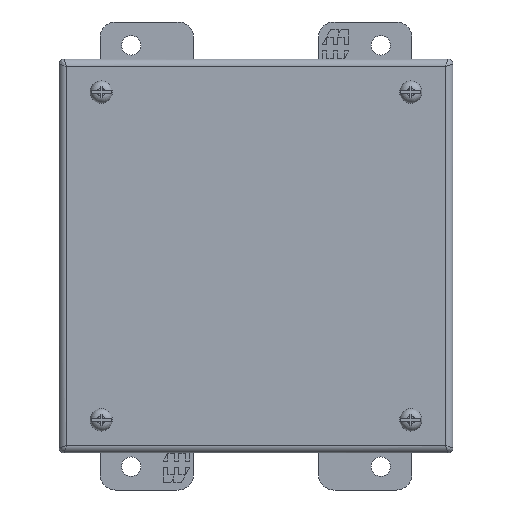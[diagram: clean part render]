
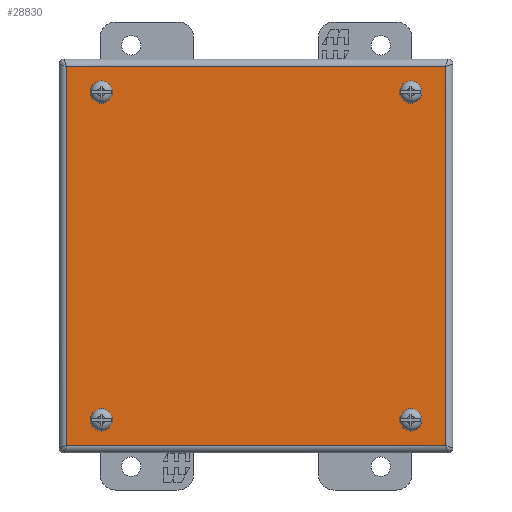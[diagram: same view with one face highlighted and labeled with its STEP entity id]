
A CAD part, front view. The second image highlights one B-rep face of the part: STEP entity #28830.
In plain terms, the highlighted planar face has unit normal (0, -1, 0).
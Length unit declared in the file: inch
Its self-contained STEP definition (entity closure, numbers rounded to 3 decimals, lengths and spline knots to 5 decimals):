
#597 = PLANE ( 'NONE',  #4864 ) ;
#846 = CARTESIAN_POINT ( 'NONE',  ( 3.0378, -4.17205, 3.0378 ) ) ;
#1405 = ORIENTED_EDGE ( 'NONE', *, *, #16115, .T. ) ;
#1775 = VERTEX_POINT ( 'NONE', #3447 ) ;
#2086 = VECTOR ( 'NONE', #16987, 39.37008 ) ;
#2160 = DIRECTION ( 'NONE',  ( 0., 0., 1. ) ) ;
#2582 = EDGE_CURVE ( 'NONE', #15817, #1775, #30100, .T. ) ;
#2836 = CIRCLE ( 'NONE', #8367, 0.125 ) ;
#2926 = CARTESIAN_POINT ( 'NONE',  ( 0., -4.17205, 0. ) ) ;
#3447 = CARTESIAN_POINT ( 'NONE',  ( -3.0378, -4.17205, 3.0378 ) ) ;
#3993 = VERTEX_POINT ( 'NONE', #16300 ) ;
#4273 = CARTESIAN_POINT ( 'NONE',  ( 2.47992, -4.17205, -2.50098 ) ) ;
#4666 = DIRECTION ( 'NONE',  ( 0., 0., 1. ) ) ;
#4864 = AXIS2_PLACEMENT_3D ( 'NONE', #2926, #22728, #25093 ) ;
#4919 = CARTESIAN_POINT ( 'NONE',  ( -2.47992, -4.17205, -2.62598 ) ) ;
#4946 = AXIS2_PLACEMENT_3D ( 'NONE', #26012, #16927, #2160 ) ;
#5084 = ORIENTED_EDGE ( 'NONE', *, *, #21776, .T. ) ;
#7047 = FACE_OUTER_BOUND ( 'NONE', #21631, .T. ) ;
#7356 = EDGE_LOOP ( 'NONE', ( #5084 ) ) ;
#7398 = VECTOR ( 'NONE', #8310, 39.37008 ) ;
#7548 = CIRCLE ( 'NONE', #31362, 0.125 ) ;
#7791 = FACE_BOUND ( 'NONE', #22290, .T. ) ;
#7879 = CIRCLE ( 'NONE', #13804, 0.125 ) ;
#8310 = DIRECTION ( 'NONE',  ( 0., 0., -1. ) ) ;
#8367 = AXIS2_PLACEMENT_3D ( 'NONE', #21808, #16809, #16596 ) ;
#8532 = LINE ( 'NONE', #20002, #27416 ) ;
#8576 = VECTOR ( 'NONE', #13505, 39.37008 ) ;
#10796 = CARTESIAN_POINT ( 'NONE',  ( -3.0378, -4.17205, -3.0378 ) ) ;
#11609 = VERTEX_POINT ( 'NONE', #18967 ) ;
#12115 = ORIENTED_EDGE ( 'NONE', *, *, #27641, .T. ) ;
#12393 = DIRECTION ( 'NONE',  ( 0., 1., 0. ) ) ;
#12541 = DIRECTION ( 'NONE',  ( 0., 1., 0. ) ) ;
#13102 = EDGE_CURVE ( 'NONE', #1775, #15737, #20496, .T. ) ;
#13505 = DIRECTION ( 'NONE',  ( -1., 0., 0. ) ) ;
#13804 = AXIS2_PLACEMENT_3D ( 'NONE', #4919, #12541, #22339 ) ;
#14221 = EDGE_CURVE ( 'NONE', #15737, #3993, #8532, .T. ) ;
#14380 = EDGE_LOOP ( 'NONE', ( #17997 ) ) ;
#14448 = CARTESIAN_POINT ( 'NONE',  ( 3.0378, -4.17205, 0. ) ) ;
#15311 = CARTESIAN_POINT ( 'NONE',  ( -2.47992, -4.17205, -2.50098 ) ) ;
#15467 = VERTEX_POINT ( 'NONE', #4273 ) ;
#15737 = VERTEX_POINT ( 'NONE', #10796 ) ;
#15817 = VERTEX_POINT ( 'NONE', #846 ) ;
#16115 = EDGE_CURVE ( 'NONE', #3993, #15817, #28975, .T. ) ;
#16300 = CARTESIAN_POINT ( 'NONE',  ( 3.0378, -4.17205, -3.0378 ) ) ;
#16596 = DIRECTION ( 'NONE',  ( 0., 0., 1. ) ) ;
#16809 = DIRECTION ( 'NONE',  ( 0., 1., 0. ) ) ;
#16927 = DIRECTION ( 'NONE',  ( 0., 1., 0. ) ) ;
#16987 = DIRECTION ( 'NONE',  ( 0., 0., 1. ) ) ;
#17997 = ORIENTED_EDGE ( 'NONE', *, *, #23958, .T. ) ;
#18549 = FACE_BOUND ( 'NONE', #18642, .T. ) ;
#18642 = EDGE_LOOP ( 'NONE', ( #12115 ) ) ;
#18848 = CARTESIAN_POINT ( 'NONE',  ( 2.47992, -4.17205, 2.75098 ) ) ;
#18967 = CARTESIAN_POINT ( 'NONE',  ( -2.47992, -4.17205, 2.75098 ) ) ;
#20002 = CARTESIAN_POINT ( 'NONE',  ( 0., -4.17205, -3.0378 ) ) ;
#20496 = LINE ( 'NONE', #20610, #7398 ) ;
#20610 = CARTESIAN_POINT ( 'NONE',  ( -3.0378, -4.17205, 0. ) ) ;
#20753 = CARTESIAN_POINT ( 'NONE',  ( 0., -4.17205, 3.0378 ) ) ;
#21631 = EDGE_LOOP ( 'NONE', ( #1405, #29033, #28700, #28953 ) ) ;
#21776 = EDGE_CURVE ( 'NONE', #15467, #15467, #2836, .T. ) ;
#21808 = CARTESIAN_POINT ( 'NONE',  ( 2.47992, -4.17205, -2.62598 ) ) ;
#22040 = VERTEX_POINT ( 'NONE', #18848 ) ;
#22290 = EDGE_LOOP ( 'NONE', ( #23810 ) ) ;
#22339 = DIRECTION ( 'NONE',  ( 0., 0., 1. ) ) ;
#22728 = DIRECTION ( 'NONE',  ( 0., 1., 0. ) ) ;
#23810 = ORIENTED_EDGE ( 'NONE', *, *, #31381, .T. ) ;
#23958 = EDGE_CURVE ( 'NONE', #11609, #11609, #31847, .T. ) ;
#24729 = VERTEX_POINT ( 'NONE', #15311 ) ;
#25093 = DIRECTION ( 'NONE',  ( 0., 0., 1. ) ) ;
#26012 = CARTESIAN_POINT ( 'NONE',  ( -2.47992, -4.17205, 2.62598 ) ) ;
#26662 = FACE_BOUND ( 'NONE', #14380, .T. ) ;
#27051 = FACE_BOUND ( 'NONE', #7356, .T. ) ;
#27416 = VECTOR ( 'NONE', #29549, 39.37008 ) ;
#27641 = EDGE_CURVE ( 'NONE', #22040, #22040, #7548, .T. ) ;
#28700 = ORIENTED_EDGE ( 'NONE', *, *, #13102, .T. ) ;
#28830 = ADVANCED_FACE ( 'NONE', ( #27051, #7791, #26662, #18549, #7047 ), #597, .F. ) ;
#28953 = ORIENTED_EDGE ( 'NONE', *, *, #14221, .T. ) ;
#28975 = LINE ( 'NONE', #14448, #2086 ) ;
#29033 = ORIENTED_EDGE ( 'NONE', *, *, #2582, .T. ) ;
#29480 = CARTESIAN_POINT ( 'NONE',  ( 2.47992, -4.17205, 2.62598 ) ) ;
#29549 = DIRECTION ( 'NONE',  ( 1., 0., 0. ) ) ;
#30100 = LINE ( 'NONE', #20753, #8576 ) ;
#31362 = AXIS2_PLACEMENT_3D ( 'NONE', #29480, #12393, #4666 ) ;
#31381 = EDGE_CURVE ( 'NONE', #24729, #24729, #7879, .T. ) ;
#31847 = CIRCLE ( 'NONE', #4946, 0.125 ) ;
